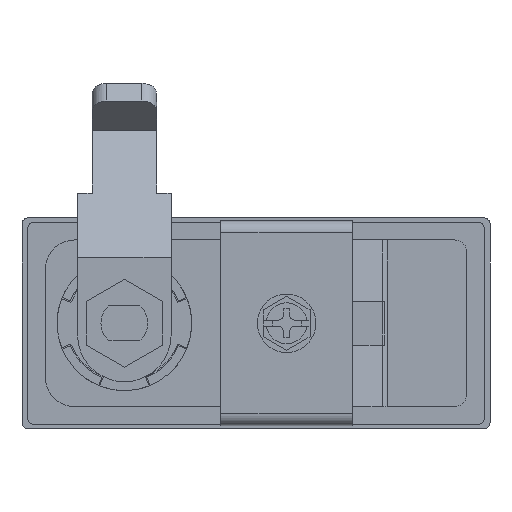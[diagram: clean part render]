
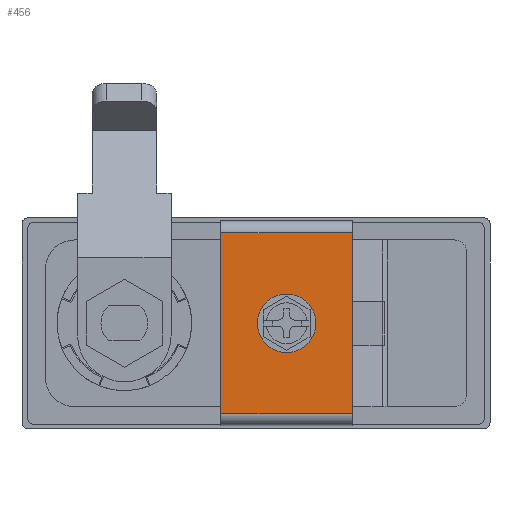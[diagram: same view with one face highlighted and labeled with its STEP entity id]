
A CAD part, front view. The second image highlights one B-rep face of the part: STEP entity #456.
In plain terms, the highlighted face is planar.
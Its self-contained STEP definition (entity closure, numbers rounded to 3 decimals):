
#456 = ADVANCED_FACE( '', ( #1196, #1197 ), #1198, .T. );
#1196 = FACE_BOUND( '', #2286, .T. );
#1197 = FACE_OUTER_BOUND( '', #2287, .T. );
#1198 = PLANE( '', #2288 );
#2286 = EDGE_LOOP( '', ( #3529 ) );
#2287 = EDGE_LOOP( '', ( #3530, #3531, #3532, #3533 ) );
#2288 = AXIS2_PLACEMENT_3D( '', #3534, #3535, #3536 );
#3529 = ORIENTED_EDGE( '', *, *, #6522, .F. );
#3530 = ORIENTED_EDGE( '', *, *, #6523, .T. );
#3531 = ORIENTED_EDGE( '', *, *, #6524, .T. );
#3532 = ORIENTED_EDGE( '', *, *, #6525, .T. );
#3533 = ORIENTED_EDGE( '', *, *, #6526, .T. );
#3534 = CARTESIAN_POINT( '', ( 0., 2., 0. ) );
#3535 = DIRECTION( '', ( 0., 1., 0. ) );
#3536 = DIRECTION( '', ( 0., 0., 1. ) );
#6522 = EDGE_CURVE( '', #7857, #7857, #7858, .T. );
#6523 = EDGE_CURVE( '', #7859, #7860, #7861, .T. );
#6524 = EDGE_CURVE( '', #7860, #7862, #7863, .T. );
#6525 = EDGE_CURVE( '', #7862, #7864, #7865, .T. );
#6526 = EDGE_CURVE( '', #7864, #7859, #7866, .T. );
#7857 = VERTEX_POINT( '', #9766 );
#7858 = CIRCLE( '', #9767, 5. );
#7859 = VERTEX_POINT( '', #9768 );
#7860 = VERTEX_POINT( '', #9769 );
#7861 = LINE( '', #9770, #9771 );
#7862 = VERTEX_POINT( '', #9772 );
#7863 = LINE( '', #9773, #9774 );
#7864 = VERTEX_POINT( '', #9775 );
#7865 = LINE( '', #9776, #9777 );
#7866 = LINE( '', #9778, #9779 );
#9766 = CARTESIAN_POINT( '', ( 5., 2., 0. ) );
#9767 = AXIS2_PLACEMENT_3D( '', #12299, #12300, #12301 );
#9768 = CARTESIAN_POINT( '', ( 11.25, 2., 15.5 ) );
#9769 = CARTESIAN_POINT( '', ( 11.25, 2., -15.5 ) );
#9770 = CARTESIAN_POINT( '', ( 11.25, 2., 17.5 ) );
#9771 = VECTOR( '', #12302, 1000. );
#9772 = CARTESIAN_POINT( '', ( -11.25, 2., -15.5 ) );
#9773 = CARTESIAN_POINT( '', ( -11.25, 2., -15.5 ) );
#9774 = VECTOR( '', #12303, 1000. );
#9775 = CARTESIAN_POINT( '', ( -11.25, 2., 15.5 ) );
#9776 = CARTESIAN_POINT( '', ( -11.25, 2., -17.5 ) );
#9777 = VECTOR( '', #12304, 1000. );
#9778 = CARTESIAN_POINT( '', ( 11.25, 2., 15.5 ) );
#9779 = VECTOR( '', #12305, 1000. );
#12299 = CARTESIAN_POINT( '', ( 0., 2., 0. ) );
#12300 = DIRECTION( '', ( 0., 1., 0. ) );
#12301 = DIRECTION( '', ( 1., 0., 0. ) );
#12302 = DIRECTION( '', ( 0., 0., -1. ) );
#12303 = DIRECTION( '', ( -1., 0., 0. ) );
#12304 = DIRECTION( '', ( 0., 0., 1. ) );
#12305 = DIRECTION( '', ( 1., 0., 0. ) );
